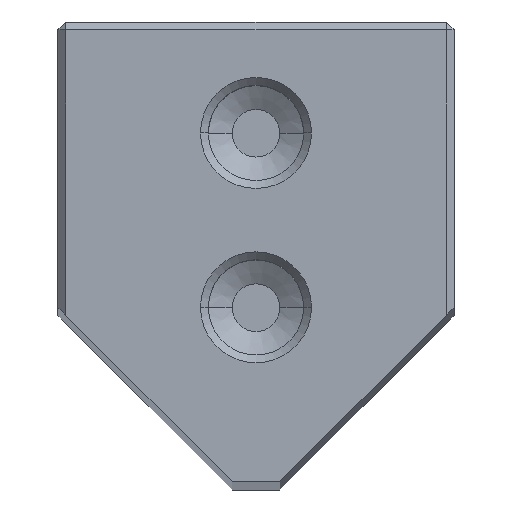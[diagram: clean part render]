
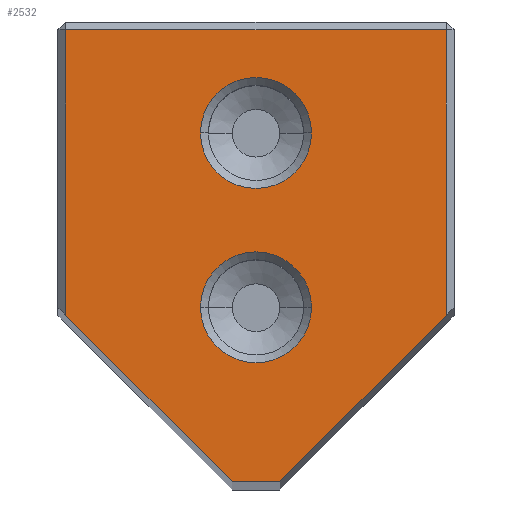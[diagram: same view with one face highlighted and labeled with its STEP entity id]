
A CAD part, top view. The second image highlights one B-rep face of the part: STEP entity #2532.
In plain terms, the highlighted planar face has unit normal (0, 0, 1).
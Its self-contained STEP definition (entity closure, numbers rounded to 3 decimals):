
#2532=ADVANCED_FACE('',(#3385,#3386,#3387),#2869,.T.);
#2869=PLANE('',#8701);
#3103=CIRCLE('',#8627,3.5);
#3105=CIRCLE('',#8630,3.5);
#3148=CIRCLE('',#8699,3.5);
#3149=CIRCLE('',#8700,3.5);
#3385=FACE_BOUND('',#3476,.T.);
#3386=FACE_BOUND('',#3477,.T.);
#3387=FACE_BOUND('',#3478,.T.);
#3476=EDGE_LOOP('',(#4218,#4219));
#3477=EDGE_LOOP('',(#4220,#4221));
#3478=EDGE_LOOP('',(#4222,#4223,#4224,#4225,#4226,#4227));
#4218=ORIENTED_EDGE('',*,*,#6573,.T.);
#4219=ORIENTED_EDGE('',*,*,#6672,.T.);
#4220=ORIENTED_EDGE('',*,*,#6569,.T.);
#4221=ORIENTED_EDGE('',*,*,#6673,.T.);
#4222=ORIENTED_EDGE('',*,*,#6654,.T.);
#4223=ORIENTED_EDGE('',*,*,#6674,.T.);
#4224=ORIENTED_EDGE('',*,*,#6675,.T.);
#4225=ORIENTED_EDGE('',*,*,#6676,.T.);
#4226=ORIENTED_EDGE('',*,*,#6660,.T.);
#4227=ORIENTED_EDGE('',*,*,#6656,.T.);
#5949=VERTEX_POINT('',#11105);
#5950=VERTEX_POINT('',#11107);
#5953=VERTEX_POINT('',#11114);
#5954=VERTEX_POINT('',#11116);
#6011=VERTEX_POINT('',#11274);
#6012=VERTEX_POINT('',#11276);
#6013=VERTEX_POINT('',#11280);
#6016=VERTEX_POINT('',#11288);
#6023=VERTEX_POINT('',#11312);
#6024=VERTEX_POINT('',#11314);
#6569=EDGE_CURVE('',#5950,#5949,#3103,.T.);
#6573=EDGE_CURVE('',#5954,#5953,#3105,.T.);
#6654=EDGE_CURVE('',#6012,#6011,#7459,.T.);
#6656=EDGE_CURVE('',#6013,#6012,#7461,.T.);
#6660=EDGE_CURVE('',#6016,#6013,#7465,.T.);
#6672=EDGE_CURVE('',#5953,#5954,#3148,.T.);
#6673=EDGE_CURVE('',#5949,#5950,#3149,.T.);
#6674=EDGE_CURVE('',#6011,#6023,#7474,.T.);
#6675=EDGE_CURVE('',#6023,#6024,#7475,.T.);
#6676=EDGE_CURVE('',#6024,#6016,#7476,.T.);
#7459=LINE('',#11275,#8137);
#7461=LINE('',#11279,#8139);
#7465=LINE('',#11287,#8143);
#7474=LINE('',#11311,#8152);
#7475=LINE('',#11313,#8153);
#7476=LINE('',#11315,#8154);
#8137=VECTOR('',#9344,1.);
#8139=VECTOR('',#9348,1.);
#8143=VECTOR('',#9354,1.);
#8152=VECTOR('',#9379,1.);
#8153=VECTOR('',#9380,1.);
#8154=VECTOR('',#9381,1.);
#8627=AXIS2_PLACEMENT_3D('',#11106,#9173,#9174);
#8630=AXIS2_PLACEMENT_3D('',#11115,#9181,#9182);
#8699=AXIS2_PLACEMENT_3D('',#11309,#9375,#9376);
#8700=AXIS2_PLACEMENT_3D('',#11310,#9377,#9378);
#8701=AXIS2_PLACEMENT_3D('',#11316,#9382,#9383);
#9173=DIRECTION('',(0.,0.,-1.));
#9174=DIRECTION('',(1.,0.,0.));
#9181=DIRECTION('',(0.,0.,-1.));
#9182=DIRECTION('',(1.,0.,0.));
#9344=DIRECTION('',(0.707,0.707,0.));
#9348=DIRECTION('',(1.,0.,0.));
#9354=DIRECTION('',(0.707,-0.707,0.));
#9375=DIRECTION('',(0.,0.,-1.));
#9376=DIRECTION('',(1.,0.,0.));
#9377=DIRECTION('',(0.,0.,-1.));
#9378=DIRECTION('',(1.,0.,0.));
#9379=DIRECTION('',(0.,1.,0.));
#9380=DIRECTION('',(-1.,0.,0.));
#9381=DIRECTION('',(0.,-1.,0.));
#9382=DIRECTION('',(0.,0.,1.));
#9383=DIRECTION('',(1.,0.,0.));
#11105=CARTESIAN_POINT('',(-3.5,45.,0.));
#11106=CARTESIAN_POINT('',(0.,45.,0.));
#11107=CARTESIAN_POINT('',(3.5,45.,0.));
#11114=CARTESIAN_POINT('',(-3.5,34.,0.));
#11115=CARTESIAN_POINT('',(0.,34.,0.));
#11116=CARTESIAN_POINT('',(3.5,34.,0.));
#11274=CARTESIAN_POINT('',(12.,33.5,0.));
#11275=CARTESIAN_POINT('',(1.5,23.,0.));
#11276=CARTESIAN_POINT('',(1.5,23.,0.));
#11279=CARTESIAN_POINT('',(-1.5,23.,0.));
#11280=CARTESIAN_POINT('',(-1.5,23.,0.));
#11287=CARTESIAN_POINT('',(-1.5,23.,0.));
#11288=CARTESIAN_POINT('',(-12.,33.5,0.));
#11309=CARTESIAN_POINT('',(0.,34.,0.));
#11310=CARTESIAN_POINT('',(0.,45.,0.));
#11311=CARTESIAN_POINT('',(12.,21.5,0.));
#11312=CARTESIAN_POINT('',(12.,51.5,0.));
#11313=CARTESIAN_POINT('',(0.,51.5,0.));
#11314=CARTESIAN_POINT('',(-12.,51.5,0.));
#11315=CARTESIAN_POINT('',(-12.,21.5,0.));
#11316=CARTESIAN_POINT('',(0.,21.5,0.));
